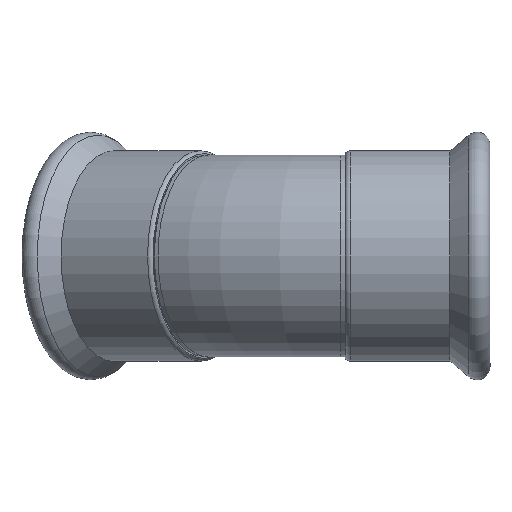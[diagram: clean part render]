
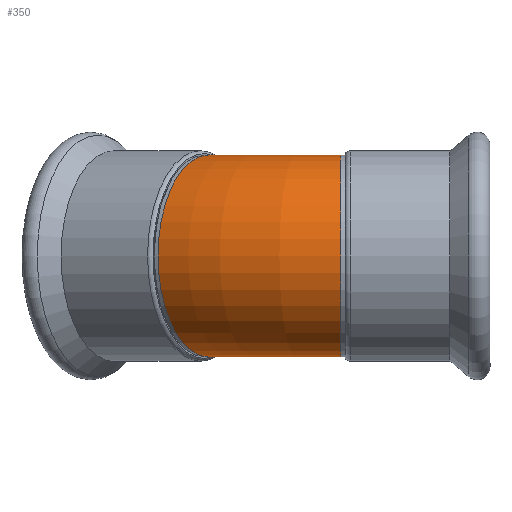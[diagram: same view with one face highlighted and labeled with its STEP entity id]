
A CAD part, left-side view. The second image highlights one B-rep face of the part: STEP entity #350.
In plain terms, the highlighted toroidal (fillet/blend) face has major radius 142 mm and minor radius 54 mm.
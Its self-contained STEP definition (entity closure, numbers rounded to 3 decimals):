
#54=TOROIDAL_SURFACE($,#390,142.,54.);
#63=FACE_OUTER_BOUND($,#132,.T.);
#101=FACE_BOUND($,#133,.T.);
#132=EDGE_LOOP($,(#277));
#133=EDGE_LOOP($,(#278));
#178=CIRCLE($,#389,54.);
#179=CIRCLE($,#391,54.);
#205=VERTEX_POINT($,#592);
#206=VERTEX_POINT($,#595);
#236=EDGE_CURVE($,#205,#205,#178,.T.);
#237=EDGE_CURVE($,#206,#206,#179,.T.);
#277=ORIENTED_EDGE($,*,*,#236,.T.);
#278=ORIENTED_EDGE($,*,*,#237,.F.);
#350=ADVANCED_FACE($,(#63,#101),#54,.T.);
#389=AXIS2_PLACEMENT_3D($,#593,#465,#466);
#390=AXIS2_PLACEMENT_3D($,#594,#467,#468);
#391=AXIS2_PLACEMENT_3D($,#596,#469,#470);
#465=DIRECTION('center_axis',(-0.5,-0.866,0.));
#466=DIRECTION('ref_axis',(0.866,-0.5,0.));
#467=DIRECTION('center_axis',(0.,0.,-1.));
#468=DIRECTION('ref_axis',(-1.,0.,0.));
#469=DIRECTION('center_axis',(0.,-1.,0.));
#470=DIRECTION('ref_axis',(1.,0.,0.));
#592=CARTESIAN_POINT('',(-27.741,178.051,0.));
#593=CARTESIAN_POINT('Origin',(19.024,151.051,0.));
#594=CARTESIAN_POINT('Origin',(142.,80.051,0.));
#595=CARTESIAN_POINT('',(-54.,80.051,0.));
#596=CARTESIAN_POINT('Origin',(0.,80.051,0.));
